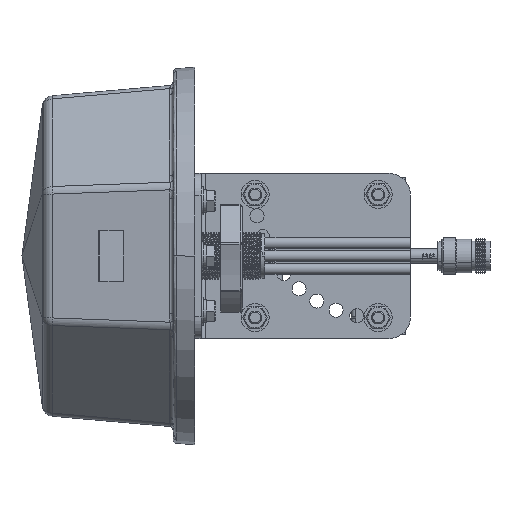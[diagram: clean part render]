
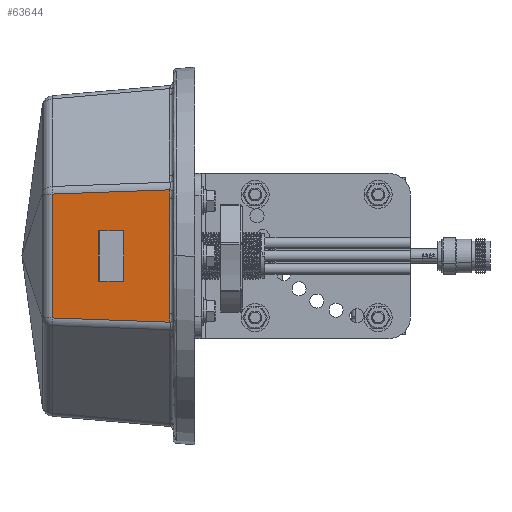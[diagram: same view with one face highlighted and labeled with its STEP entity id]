
A CAD part, left-side view. The second image highlights one B-rep face of the part: STEP entity #63644.
In plain terms, the highlighted planar face has unit normal (-0.996, 0.087, 0).
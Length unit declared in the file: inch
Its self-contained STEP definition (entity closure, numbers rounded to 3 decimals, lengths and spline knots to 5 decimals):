
#823 = VERTEX_POINT ( 'NONE', #90225 ) ;
#1494 = DIRECTION ( 'NONE',  ( 0.087, 0.996, -0.036 ) ) ;
#2886 = CARTESIAN_POINT ( 'NONE',  ( -3.10933, 0.46301, 1.13264 ) ) ;
#2943 = VECTOR ( 'NONE', #1494, 39.37008 ) ;
#3668 = EDGE_CURVE ( 'NONE', #43906, #823, #5788, .T. ) ;
#3999 = CARTESIAN_POINT ( 'NONE',  ( -3.10932, 0.46311, 1.13104 ) ) ;
#4743 = LINE ( 'NONE', #98546, #102080 ) ;
#5788 = LINE ( 'NONE', #40024, #89522 ) ;
#6781 = CARTESIAN_POINT ( 'NONE',  ( -3.10948, 0.46127, -1.15942 ) ) ;
#7006 = EDGE_CURVE ( 'NONE', #26382, #84128, #52044, .T. ) ;
#7667 = B_SPLINE_CURVE_WITH_KNOTS ( 'NONE', 3,
 ( #46661, #107359, #73061, #80937, #89375, #19739, #79821, #97252, #2886, #3999, #37121, #75122, #55651, #97810, #91997, #83568 ),
 .UNSPECIFIED., .F., .F.,
 ( 4, 2, 2, 1, 1, 1, 1, 2, 2, 4 ),
 ( 0., 0.25, 0.375, 0.4375, 0.46875, 0.48438, 0.49219, 0.49609, 0.5, 1. ),
 .UNSPECIFIED. ) ;
#8500 = CARTESIAN_POINT ( 'NONE',  ( -3.14961, 0., 1.5748 ) ) ;
#11191 = ORIENTED_EDGE ( 'NONE', *, *, #25849, .F. ) ;
#11197 = CARTESIAN_POINT ( 'NONE',  ( -2.99719, 1.75203, 0.45727 ) ) ;
#11285 = CARTESIAN_POINT ( 'NONE',  ( -3.1091, 0.46562, 1.05094 ) ) ;
#12400 = CARTESIAN_POINT ( 'NONE',  ( -2.99719, 1.75203, -0.45727 ) ) ;
#13540 = CARTESIAN_POINT ( 'NONE',  ( -3.10931, 0.46317, -1.13019 ) ) ;
#15182 = CARTESIAN_POINT ( 'NONE',  ( -3.10913, 0.4653, -1.08323 ) ) ;
#18082 = VECTOR ( 'NONE', #95601, 39.37008 ) ;
#19322 = EDGE_CURVE ( 'NONE', #30651, #76386, #78784, .T. ) ;
#19739 = CARTESIAN_POINT ( 'NONE',  ( -3.10942, 0.46192, 1.14737 ) ) ;
#20403 = EDGE_CURVE ( 'NONE', #61159, #30651, #35812, .T. ) ;
#22507 = CARTESIAN_POINT ( 'NONE',  ( -3.1093, 0.46329, -1.12834 ) ) ;
#22833 = ORIENTED_EDGE ( 'NONE', *, *, #19322, .F. ) ;
#23057 = CARTESIAN_POINT ( 'NONE',  ( -3.10929, 0.46342, -1.12621 ) ) ;
#25849 = EDGE_CURVE ( 'NONE', #823, #55126, #28361, .T. ) ;
#26382 = VERTEX_POINT ( 'NONE', #45559 ) ;
#28361 = B_SPLINE_CURVE_WITH_KNOTS ( 'NONE', 3,
 ( #30910, #109563, #15182, #40462, #100027, #98926, #58404, #23057, #22507, #56763, #107909, #92687, #13540, #6781, #74733, #32003 ),
 .UNSPECIFIED., .F., .F.,
 ( 4, 2, 2, 1, 1, 1, 1, 2, 2, 4 ),
 ( 0., 0.25, 0.375, 0.4375, 0.46875, 0.48438, 0.49219, 0.49609, 0.5, 1. ),
 .UNSPECIFIED. ) ;
#28685 = ORIENTED_EDGE ( 'NONE', *, *, #20403, .F. ) ;
#29143 = EDGE_CURVE ( 'NONE', #26382, #43906, #7667, .T. ) ;
#30562 = DIRECTION ( 'NONE',  ( -0.087, -0.996, -0.036 ) ) ;
#30651 = VERTEX_POINT ( 'NONE', #91763 ) ;
#30910 = CARTESIAN_POINT ( 'NONE',  ( -3.1091, 0.46562, -1.05094 ) ) ;
#31317 = VECTOR ( 'NONE', #104118, 39.37008 ) ;
#31713 = CARTESIAN_POINT ( 'NONE',  ( -2.99719, 1.75203, 0.45727 ) ) ;
#32003 = CARTESIAN_POINT ( 'NONE',  ( -3.11002, 0.45504, -1.20698 ) ) ;
#32752 = CARTESIAN_POINT ( 'NONE',  ( -3.11002, 0.45504, -1.20698 ) ) ;
#33885 = VERTEX_POINT ( 'NONE', #76908 ) ;
#33914 = VERTEX_POINT ( 'NONE', #11197 ) ;
#35126 = ORIENTED_EDGE ( 'NONE', *, *, #53637, .F. ) ;
#35812 = LINE ( 'NONE', #68405, #36856 ) ;
#36856 = VECTOR ( 'NONE', #70071, 39.37008 ) ;
#37121 = CARTESIAN_POINT ( 'NONE',  ( -3.10931, 0.46316, 1.13036 ) ) ;
#40024 = CARTESIAN_POINT ( 'NONE',  ( -3.1091, 0.46562, 1.05094 ) ) ;
#40462 = CARTESIAN_POINT ( 'NONE',  ( -3.10919, 0.46461, -1.10311 ) ) ;
#43103 = EDGE_CURVE ( 'NONE', #33885, #55126, #100786, .T. ) ;
#43906 = VERTEX_POINT ( 'NONE', #11285 ) ;
#45559 = CARTESIAN_POINT ( 'NONE',  ( -3.11002, 0.45504, 1.20698 ) ) ;
#46661 = CARTESIAN_POINT ( 'NONE',  ( -3.11002, 0.45504, 1.20698 ) ) ;
#52044 = LINE ( 'NONE', #53158, #2943 ) ;
#52335 = CARTESIAN_POINT ( 'NONE',  ( -2.99719, 1.75203, -0.45727 ) ) ;
#52844 = FACE_OUTER_BOUND ( 'NONE', #87761, .T. ) ;
#53158 = CARTESIAN_POINT ( 'NONE',  ( -3.11002, 0.45504, 1.20698 ) ) ;
#53637 = EDGE_CURVE ( 'NONE', #76386, #33914, #66529, .T. ) ;
#55126 = VERTEX_POINT ( 'NONE', #32752 ) ;
#55651 = CARTESIAN_POINT ( 'NONE',  ( -3.10931, 0.46321, 1.12958 ) ) ;
#56412 = CARTESIAN_POINT ( 'NONE',  ( -2.92351, 2.59901, -1.12972 ) ) ;
#56763 = CARTESIAN_POINT ( 'NONE',  ( -3.10931, 0.46322, -1.12939 ) ) ;
#56928 = DIRECTION ( 'NONE',  ( 0., 0., 1. ) ) ;
#57245 = CARTESIAN_POINT ( 'NONE',  ( -2.92351, 2.59901, 1.12972 ) ) ;
#57661 = ORIENTED_EDGE ( 'NONE', *, *, #92444, .F. ) ;
#58404 = CARTESIAN_POINT ( 'NONE',  ( -3.10927, 0.46369, -1.12179 ) ) ;
#61159 = VERTEX_POINT ( 'NONE', #12400 ) ;
#61852 = LINE ( 'NONE', #52335, #18082 ) ;
#63644 = ADVANCED_FACE ( 'NONE', ( #93860, #52844 ), #85435, .F. ) ;
#64077 = ORIENTED_EDGE ( 'NONE', *, *, #43103, .T. ) ;
#64841 = AXIS2_PLACEMENT_3D ( 'NONE', #8500, #103442, #93312 ) ;
#66045 = ORIENTED_EDGE ( 'NONE', *, *, #77880, .F. ) ;
#66529 = LINE ( 'NONE', #31713, #108765 ) ;
#68190 = DIRECTION ( 'NONE',  ( 0.087, 0.996, 0. ) ) ;
#68405 = CARTESIAN_POINT ( 'NONE',  ( -2.99719, 1.75203, -0.45727 ) ) ;
#70071 = DIRECTION ( 'NONE',  ( -0.087, -0.996, 0. ) ) ;
#73061 = CARTESIAN_POINT ( 'NONE',  ( -3.10974, 0.45831, 1.1838 ) ) ;
#74283 = DIRECTION ( 'NONE',  ( 0., 0., -1. ) ) ;
#74733 = CARTESIAN_POINT ( 'NONE',  ( -3.10973, 0.4584, -1.18496 ) ) ;
#75122 = CARTESIAN_POINT ( 'NONE',  ( -3.10931, 0.46319, 1.1299 ) ) ;
#76386 = VERTEX_POINT ( 'NONE', #80899 ) ;
#76908 = CARTESIAN_POINT ( 'NONE',  ( -2.92351, 2.59901, -1.12972 ) ) ;
#77880 = EDGE_CURVE ( 'NONE', #33914, #61159, #61852, .T. ) ;
#78784 = LINE ( 'NONE', #102984, #31317 ) ;
#79821 = CARTESIAN_POINT ( 'NONE',  ( -3.10939, 0.46234, 1.1421 ) ) ;
#80899 = CARTESIAN_POINT ( 'NONE',  ( -3.03682, 1.29648, 0.45727 ) ) ;
#80937 = CARTESIAN_POINT ( 'NONE',  ( -3.10955, 0.46039, 1.16441 ) ) ;
#81636 = VECTOR ( 'NONE', #30562, 39.37008 ) ;
#83568 = CARTESIAN_POINT ( 'NONE',  ( -3.1091, 0.46562, 1.05094 ) ) ;
#84128 = VERTEX_POINT ( 'NONE', #57245 ) ;
#84473 = ORIENTED_EDGE ( 'NONE', *, *, #3668, .F. ) ;
#85435 = PLANE ( 'NONE',  #64841 ) ;
#86427 = ORIENTED_EDGE ( 'NONE', *, *, #7006, .T. ) ;
#87696 = EDGE_LOOP ( 'NONE', ( #66045, #35126, #22833, #28685 ) ) ;
#87761 = EDGE_LOOP ( 'NONE', ( #86427, #57661, #64077, #11191, #84473, #92128 ) ) ;
#89375 = CARTESIAN_POINT ( 'NONE',  ( -3.1095, 0.46103, 1.15773 ) ) ;
#89522 = VECTOR ( 'NONE', #74283, 39.37008 ) ;
#90225 = CARTESIAN_POINT ( 'NONE',  ( -3.1091, 0.46562, -1.05094 ) ) ;
#91763 = CARTESIAN_POINT ( 'NONE',  ( -3.03682, 1.29648, -0.45727 ) ) ;
#91997 = CARTESIAN_POINT ( 'NONE',  ( -3.1091, 0.46562, 1.08465 ) ) ;
#92128 = ORIENTED_EDGE ( 'NONE', *, *, #29143, .F. ) ;
#92444 = EDGE_CURVE ( 'NONE', #33885, #84128, #4743, .T. ) ;
#92687 = CARTESIAN_POINT ( 'NONE',  ( -3.10931, 0.46317, -1.13013 ) ) ;
#93312 = DIRECTION ( 'NONE',  ( 0., 0., -1. ) ) ;
#93860 = FACE_BOUND ( 'NONE', #87696, .T. ) ;
#95601 = DIRECTION ( 'NONE',  ( 0., 0., -1. ) ) ;
#97252 = CARTESIAN_POINT ( 'NONE',  ( -3.10935, 0.46279, 1.13582 ) ) ;
#97810 = CARTESIAN_POINT ( 'NONE',  ( -3.1092, 0.46441, 1.11084 ) ) ;
#98546 = CARTESIAN_POINT ( 'NONE',  ( -2.92351, 2.59901, -1.12972 ) ) ;
#98926 = CARTESIAN_POINT ( 'NONE',  ( -3.10925, 0.46391, -1.11773 ) ) ;
#100027 = CARTESIAN_POINT ( 'NONE',  ( -3.10921, 0.46434, -1.10925 ) ) ;
#100786 = LINE ( 'NONE', #56412, #81636 ) ;
#102080 = VECTOR ( 'NONE', #56928, 39.37008 ) ;
#102984 = CARTESIAN_POINT ( 'NONE',  ( -3.03682, 1.29648, -0.45727 ) ) ;
#103442 = DIRECTION ( 'NONE',  ( 0.996, -0.087, 0. ) ) ;
#104118 = DIRECTION ( 'NONE',  ( 0., 0., 1. ) ) ;
#107359 = CARTESIAN_POINT ( 'NONE',  ( -3.10987, 0.45674, 1.19584 ) ) ;
#107909 = CARTESIAN_POINT ( 'NONE',  ( -3.10931, 0.46319, -1.12983 ) ) ;
#108765 = VECTOR ( 'NONE', #68190, 39.37008 ) ;
#109563 = CARTESIAN_POINT ( 'NONE',  ( -3.1091, 0.46562, -1.06804 ) ) ;
